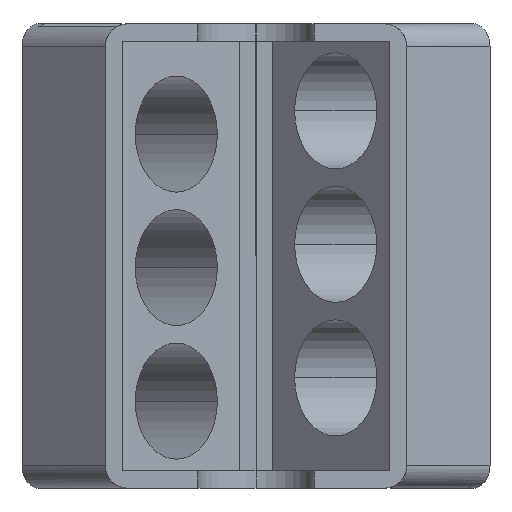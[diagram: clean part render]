
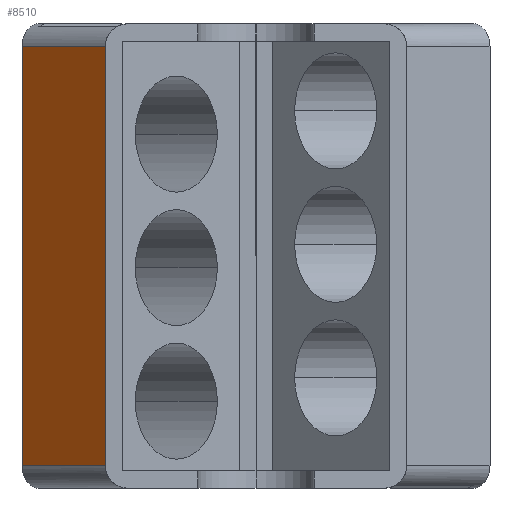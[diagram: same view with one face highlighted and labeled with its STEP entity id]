
A CAD part, front view. The second image highlights one B-rep face of the part: STEP entity #8510.
In plain terms, the highlighted planar face has unit normal (-0.707, -0.707, 0).
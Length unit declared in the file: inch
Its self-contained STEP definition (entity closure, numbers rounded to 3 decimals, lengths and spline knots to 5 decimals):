
#3368=DIRECTION('',(-0.707,0.707,0.));
#3369=VECTOR('',#3368,128.46245);
#3370=CARTESIAN_POINT('',(-165.1,48.36,-228.6));
#3371=LINE('',#3370,#3369);
#3375=DIRECTION('',(0.,0.,1.));
#3376=VECTOR('',#3375,457.2);
#3377=CARTESIAN_POINT('',(-255.93667,139.19667,-228.6));
#3378=LINE('',#3377,#3376);
#3382=DIRECTION('',(0.707,-0.707,0.));
#3383=VECTOR('',#3382,128.46245);
#3384=CARTESIAN_POINT('',(-255.93667,139.19667,228.6));
#3385=LINE('',#3384,#3383);
#3588=DIRECTION('',(0.,0.,1.));
#3589=VECTOR('',#3588,457.2);
#3590=CARTESIAN_POINT('',(-165.1,48.36,-228.6));
#3591=LINE('',#3590,#3589);
#4283=CARTESIAN_POINT('',(-165.1,48.36,-228.6));
#4284=VERTEX_POINT('',#4283);
#4286=CARTESIAN_POINT('',(-255.93667,139.19667,-228.6));
#4288=VERTEX_POINT('',#4286);
#4293=CARTESIAN_POINT('',(-165.1,48.36,228.6));
#4294=VERTEX_POINT('',#4293);
#4302=CARTESIAN_POINT('',(-255.93667,139.19667,228.6));
#4304=VERTEX_POINT('',#4302);
#8497=CARTESIAN_POINT('',(-255.93667,139.19667,-254.));
#8498=DIRECTION('',(-0.707,-0.707,0.));
#8499=DIRECTION('',(0.707,-0.707,0.));
#8500=AXIS2_PLACEMENT_3D('',#8497,#8498,#8499);
#8501=PLANE('',#8500);
#8502=ORIENTED_EDGE('',*,*,#8483,.T.);
#8503=ORIENTED_EDGE('',*,*,#4599,.T.);
#8505=ORIENTED_EDGE('',*,*,#8504,.T.);
#8507=ORIENTED_EDGE('',*,*,#8506,.F.);
#8508=EDGE_LOOP('',(#8502,#8503,#8505,#8507));
#8509=FACE_OUTER_BOUND('',#8508,.F.);
#4599=EDGE_CURVE('',#4288,#4304,#3378,.T.);
#8483=EDGE_CURVE('',#4284,#4288,#3371,.T.);
#8504=EDGE_CURVE('',#4304,#4294,#3385,.T.);
#8506=EDGE_CURVE('',#4284,#4294,#3591,.T.);
#8510=ADVANCED_FACE('',(#8509),#8501,.T.);
